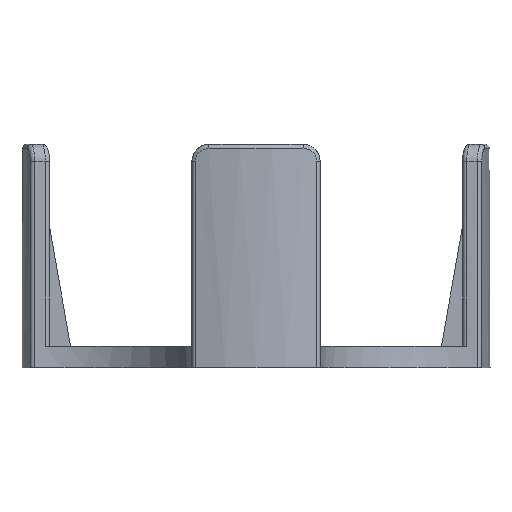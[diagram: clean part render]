
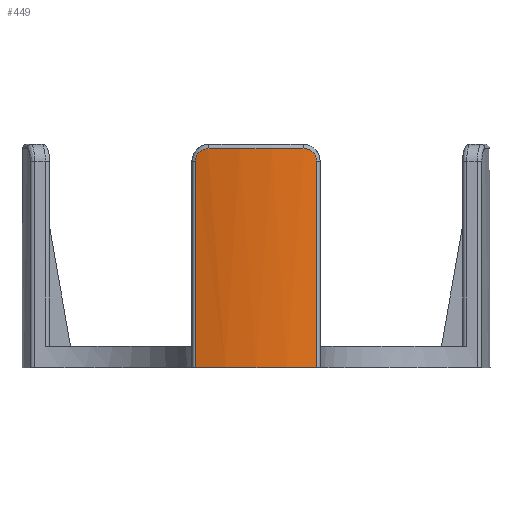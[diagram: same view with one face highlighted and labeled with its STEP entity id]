
A CAD part, front view. The second image highlights one B-rep face of the part: STEP entity #449.
In plain terms, the highlighted cylindrical face has radius 27.25 mm (diameter 54.5 mm), a partial arc.
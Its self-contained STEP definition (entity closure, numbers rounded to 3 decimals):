
#157=CARTESIAN_POINT('',(8.369,-27.088,24.0));
#158=VERTEX_POINT('',#157);
#184=CARTESIAN_POINT('',(6.867,-27.447,25.5));
#185=VERTEX_POINT('',#184);
#193=CARTESIAN_POINT('',(6.867,-27.447,25.5));
#194=CARTESIAN_POINT('',(6.979,-27.424,25.5));
#195=CARTESIAN_POINT('',(7.315,-27.351,25.463));
#196=CARTESIAN_POINT('',(7.638,-27.275,25.309));
#197=CARTESIAN_POINT('',(7.834,-27.226,25.149));
#198=CARTESIAN_POINT('',(7.919,-27.205,25.076));
#199=CARTESIAN_POINT('',(8.064,-27.168,24.924));
#200=CARTESIAN_POINT('',(8.231,-27.125,24.659));
#201=CARTESIAN_POINT('',(8.343,-27.095,24.34));
#202=CARTESIAN_POINT('',(8.369,-27.088,24.112));
#203=CARTESIAN_POINT('',(8.369,-27.088,24.));
#204=B_SPLINE_CURVE_WITH_KNOTS('',3,(#193,#194,#195,#196,#197,#198,#199,#200,#201,#202,#203),.UNSPECIFIED.,.F.,.U.,(4,1,1,1,1,1,1,1,4),(0.0,0.034,0.101,0.105,0.109,0.135,0.168,0.202,0.236),.UNSPECIFIED.);
#205=EDGE_CURVE('',#185,#158,#204,.T.);
#217=CARTESIAN_POINT('',(-4.315,-27.447,25.5));
#218=VERTEX_POINT('',#217);
#226=CARTESIAN_POINT('',(1.276,-0.777,25.5));
#227=DIRECTION('',(0.0,0.0,1.0));
#228=DIRECTION('',(0.0,-1.0,0.0));
#229=AXIS2_PLACEMENT_3D('',#226,#227,#228);
#230=CIRCLE('',#229,27.25);
#231=EDGE_CURVE('',#218,#185,#230,.T.);
#249=CARTESIAN_POINT('',(8.369,-27.088,0.0));
#250=VERTEX_POINT('',#249);
#267=CARTESIAN_POINT('',(8.369,-27.088,24.0));
#268=DIRECTION('',(0.0,0.0,-1.0));
#269=VECTOR('',#268,24.0);
#270=LINE('',#267,#269);
#271=EDGE_CURVE('',#158,#250,#270,.T.);
#373=CARTESIAN_POINT('',(-5.817,-27.088,24.0));
#374=VERTEX_POINT('',#373);
#382=CARTESIAN_POINT('',(-5.817,-27.088,24.0));
#383=CARTESIAN_POINT('',(-5.817,-27.088,24.112));
#384=CARTESIAN_POINT('',(-5.792,-27.094,24.337));
#385=CARTESIAN_POINT('',(-5.68,-27.124,24.656));
#386=CARTESIAN_POINT('',(-5.453,-27.184,25.017));
#387=CARTESIAN_POINT('',(-5.192,-27.249,25.237));
#388=CARTESIAN_POINT('',(-4.892,-27.32,25.391));
#389=CARTESIAN_POINT('',(-4.654,-27.375,25.474));
#390=CARTESIAN_POINT('',(-4.427,-27.424,25.5));
#391=CARTESIAN_POINT('',(-4.315,-27.447,25.5));
#392=B_SPLINE_CURVE_WITH_KNOTS('',3,(#382,#383,#384,#385,#386,#387,#388,#389,#390,#391),.UNSPECIFIED.,.F.,.U.,(4,1,1,1,1,1,1,4),(0.0,0.034,0.067,0.101,0.16,0.168,0.202,0.236),.UNSPECIFIED.);
#393=EDGE_CURVE('',#374,#218,#392,.T.);
#405=CARTESIAN_POINT('',(-5.817,-27.088,0.0));
#406=VERTEX_POINT('',#405);
#414=CARTESIAN_POINT('',(-5.817,-27.088,0.0));
#415=DIRECTION('',(0.0,0.0,1.0));
#416=VECTOR('',#415,24.0);
#417=LINE('',#414,#416);
#418=EDGE_CURVE('',#406,#374,#417,.T.);
#430=CARTESIAN_POINT('',(1.276,-0.777,0.0));
#431=DIRECTION('',(0.0,0.0,1.0));
#432=DIRECTION('',(-0.275,-0.961,0.0));
#433=AXIS2_PLACEMENT_3D('',#430,#431,#432);
#434=CYLINDRICAL_SURFACE('',#433,27.25);
#435=ORIENTED_EDGE('',*,*,#271,.F.);
#436=ORIENTED_EDGE('',*,*,#205,.F.);
#437=ORIENTED_EDGE('',*,*,#231,.F.);
#438=ORIENTED_EDGE('',*,*,#393,.F.);
#439=ORIENTED_EDGE('',*,*,#418,.F.);
#440=CARTESIAN_POINT('',(1.276,-0.777,0.0));
#441=DIRECTION('',(0.0,0.0,1.0));
#442=DIRECTION('',(-0.275,-0.961,0.0));
#443=AXIS2_PLACEMENT_3D('',#440,#441,#442);
#444=CIRCLE('',#443,27.25);
#445=EDGE_CURVE('',#406,#250,#444,.T.);
#446=ORIENTED_EDGE('',*,*,#445,.T.);
#447=EDGE_LOOP('',(#435,#436,#437,#438,#439,#446));
#448=FACE_OUTER_BOUND('',#447,.T.);
#449=ADVANCED_FACE('',(#448),#434,.T.);
